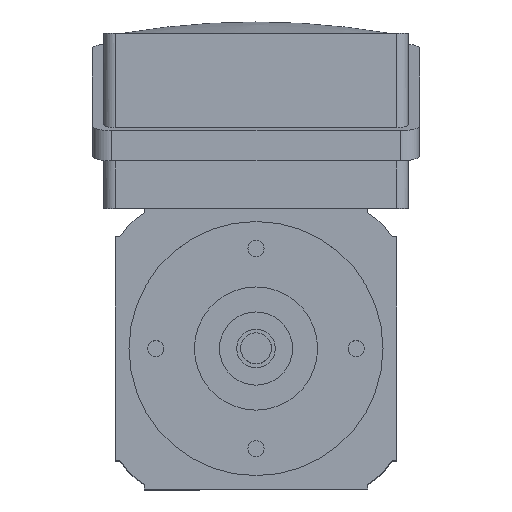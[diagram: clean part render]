
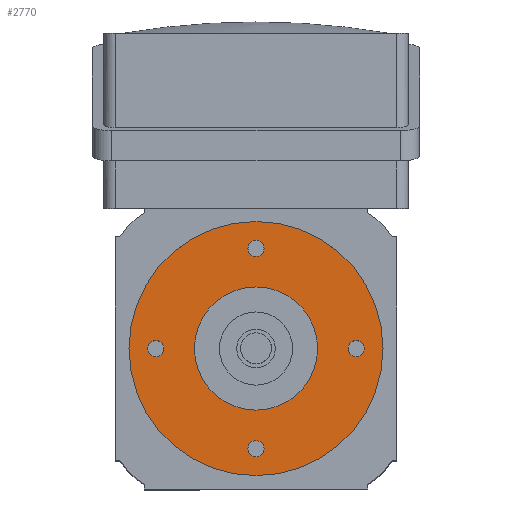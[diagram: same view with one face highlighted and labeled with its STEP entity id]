
A CAD part, top view. The second image highlights one B-rep face of the part: STEP entity #2770.
In plain terms, the highlighted planar face has unit normal (0, 0, 1).
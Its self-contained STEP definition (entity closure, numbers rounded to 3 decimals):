
#27 = DIRECTION ( 'NONE',  ( 1., 0., 0. ) ) ;
#30 = DIRECTION ( 'NONE',  ( 1., 0., 0. ) ) ;
#86 = DIRECTION ( 'NONE',  ( 0., 0., 1. ) ) ;
#88 = CARTESIAN_POINT ( 'NONE',  ( 0., 0., 0. ) ) ;
#124 = CARTESIAN_POINT ( 'NONE',  ( -2.1, 26., 0. ) ) ;
#192 = VERTEX_POINT ( 'NONE', #124 ) ;
#249 = FACE_OUTER_BOUND ( 'NONE', #3488, .T. ) ;
#275 = PLANE ( 'NONE',  #4538 ) ;
#438 = CARTESIAN_POINT ( 'NONE',  ( 0., 0., 0. ) ) ;
#497 = AXIS2_PLACEMENT_3D ( 'NONE', #823, #2485, #2460 ) ;
#508 = CARTESIAN_POINT ( 'NONE',  ( -16., 0., 0. ) ) ;
#575 = DIRECTION ( 'NONE',  ( 0., 0., 1. ) ) ;
#663 = FACE_BOUND ( 'NONE', #3519, .T. ) ;
#670 = EDGE_LOOP ( 'NONE', ( #4244, #4307 ) ) ;
#678 = AXIS2_PLACEMENT_3D ( 'NONE', #5134, #4811, #1143 ) ;
#735 = VERTEX_POINT ( 'NONE', #814 ) ;
#748 = DIRECTION ( 'NONE',  ( 1., 0., 0. ) ) ;
#814 = CARTESIAN_POINT ( 'NONE',  ( -33., 0., 0. ) ) ;
#823 = CARTESIAN_POINT ( 'NONE',  ( 0., 26., 0. ) ) ;
#836 = AXIS2_PLACEMENT_3D ( 'NONE', #1904, #3501, #3127 ) ;
#874 = CARTESIAN_POINT ( 'NONE',  ( 2.1, -26., 0. ) ) ;
#905 = CARTESIAN_POINT ( 'NONE',  ( 23.9, 0., 0. ) ) ;
#1047 = ORIENTED_EDGE ( 'NONE', *, *, #2383, .F. ) ;
#1048 = DIRECTION ( 'NONE',  ( 1., 0., 0. ) ) ;
#1143 = DIRECTION ( 'NONE',  ( 1., 0., 0. ) ) ;
#1186 = CARTESIAN_POINT ( 'NONE',  ( -26., 0., 0. ) ) ;
#1187 = CIRCLE ( 'NONE', #3427, 2.1 ) ;
#1193 = CIRCLE ( 'NONE', #4788, 2.1 ) ;
#1197 = CIRCLE ( 'NONE', #2331, 33. ) ;
#1276 = AXIS2_PLACEMENT_3D ( 'NONE', #1486, #3567, #1048 ) ;
#1295 = EDGE_CURVE ( 'NONE', #4368, #3034, #4080, .T. ) ;
#1376 = ORIENTED_EDGE ( 'NONE', *, *, #3373, .F. ) ;
#1411 = ORIENTED_EDGE ( 'NONE', *, *, #3305, .T. ) ;
#1413 = ORIENTED_EDGE ( 'NONE', *, *, #4858, .T. ) ;
#1486 = CARTESIAN_POINT ( 'NONE',  ( 0., 0., 0. ) ) ;
#1528 = CARTESIAN_POINT ( 'NONE',  ( -2.1, -26., 0. ) ) ;
#1643 = CARTESIAN_POINT ( 'NONE',  ( 28.1, 0., 0. ) ) ;
#1740 = VERTEX_POINT ( 'NONE', #508 ) ;
#1753 = EDGE_CURVE ( 'NONE', #2927, #4737, #4860, .T. ) ;
#1755 = DIRECTION ( 'NONE',  ( 0., 0., 1. ) ) ;
#1794 = AXIS2_PLACEMENT_3D ( 'NONE', #2186, #575, #3061 ) ;
#1812 = CIRCLE ( 'NONE', #497, 2.1 ) ;
#1904 = CARTESIAN_POINT ( 'NONE',  ( 26., 0., 0. ) ) ;
#1919 = EDGE_CURVE ( 'NONE', #4289, #4166, #2751, .T. ) ;
#1981 = DIRECTION ( 'NONE',  ( 0., 0., 1. ) ) ;
#1984 = EDGE_CURVE ( 'NONE', #4737, #2927, #1187, .T. ) ;
#2056 = VERTEX_POINT ( 'NONE', #2200 ) ;
#2114 = AXIS2_PLACEMENT_3D ( 'NONE', #438, #3722, #30 ) ;
#2186 = CARTESIAN_POINT ( 'NONE',  ( 0., -26., 0. ) ) ;
#2200 = CARTESIAN_POINT ( 'NONE',  ( 33., 0., 0. ) ) ;
#2307 = ORIENTED_EDGE ( 'NONE', *, *, #2870, .F. ) ;
#2331 = AXIS2_PLACEMENT_3D ( 'NONE', #4282, #86, #5081 ) ;
#2383 = EDGE_CURVE ( 'NONE', #1740, #3733, #2406, .T. ) ;
#2406 = CIRCLE ( 'NONE', #1276, 16. ) ;
#2460 = DIRECTION ( 'NONE',  ( 1., 0., 0. ) ) ;
#2485 = DIRECTION ( 'NONE',  ( 0., 0., 1. ) ) ;
#2520 = VERTEX_POINT ( 'NONE', #3281 ) ;
#2539 = DIRECTION ( 'NONE',  ( 1., 0., 0. ) ) ;
#2542 = CARTESIAN_POINT ( 'NONE',  ( 16., 0., 0. ) ) ;
#2577 = EDGE_LOOP ( 'NONE', ( #1047, #3912 ) ) ;
#2599 = CARTESIAN_POINT ( 'NONE',  ( -28.1, 0., 0. ) ) ;
#2612 = DIRECTION ( 'NONE',  ( 0., 0., 1. ) ) ;
#2751 = CIRCLE ( 'NONE', #4348, 2.1 ) ;
#2753 = FACE_BOUND ( 'NONE', #2577, .T. ) ;
#2770 = ADVANCED_FACE ( 'NONE', ( #4335, #4794, #663, #3937, #249, #2753 ), #275, .T. ) ;
#2775 = CARTESIAN_POINT ( 'NONE',  ( 0., 0., 0. ) ) ;
#2870 = EDGE_CURVE ( 'NONE', #2520, #192, #1812, .T. ) ;
#2927 = VERTEX_POINT ( 'NONE', #905 ) ;
#2949 = EDGE_CURVE ( 'NONE', #4166, #4289, #1193, .T. ) ;
#3034 = VERTEX_POINT ( 'NONE', #1528 ) ;
#3061 = DIRECTION ( 'NONE',  ( 1., 0., 0. ) ) ;
#3066 = CARTESIAN_POINT ( 'NONE',  ( -26., 0., 0. ) ) ;
#3127 = DIRECTION ( 'NONE',  ( 1., 0., 0. ) ) ;
#3161 = ORIENTED_EDGE ( 'NONE', *, *, #1919, .F. ) ;
#3182 = DIRECTION ( 'NONE',  ( 1., 0., 0. ) ) ;
#3281 = CARTESIAN_POINT ( 'NONE',  ( 2.1, 26., 0. ) ) ;
#3304 = CIRCLE ( 'NONE', #2114, 33. ) ;
#3305 = EDGE_CURVE ( 'NONE', #735, #2056, #1197, .T. ) ;
#3373 = EDGE_CURVE ( 'NONE', #3034, #4368, #3935, .T. ) ;
#3386 = DIRECTION ( 'NONE',  ( 1., 0., 0. ) ) ;
#3427 = AXIS2_PLACEMENT_3D ( 'NONE', #4098, #5193, #3182 ) ;
#3482 = AXIS2_PLACEMENT_3D ( 'NONE', #3790, #2612, #3714 ) ;
#3487 = ORIENTED_EDGE ( 'NONE', *, *, #2949, .F. ) ;
#3488 = EDGE_LOOP ( 'NONE', ( #1413, #1411 ) ) ;
#3501 = DIRECTION ( 'NONE',  ( 0., 0., 1. ) ) ;
#3519 = EDGE_LOOP ( 'NONE', ( #3887, #1376 ) ) ;
#3550 = CIRCLE ( 'NONE', #4997, 16. ) ;
#3567 = DIRECTION ( 'NONE',  ( 0., 0., 1. ) ) ;
#3625 = ORIENTED_EDGE ( 'NONE', *, *, #5301, .F. ) ;
#3714 = DIRECTION ( 'NONE',  ( 1., 0., 0. ) ) ;
#3722 = DIRECTION ( 'NONE',  ( 0., 0., 1. ) ) ;
#3733 = VERTEX_POINT ( 'NONE', #2542 ) ;
#3790 = CARTESIAN_POINT ( 'NONE',  ( 0., 26., 0. ) ) ;
#3887 = ORIENTED_EDGE ( 'NONE', *, *, #1295, .F. ) ;
#3912 = ORIENTED_EDGE ( 'NONE', *, *, #4914, .F. ) ;
#3935 = CIRCLE ( 'NONE', #678, 2.1 ) ;
#3937 = FACE_BOUND ( 'NONE', #670, .T. ) ;
#4034 = CARTESIAN_POINT ( 'NONE',  ( -23.9, 0., 0. ) ) ;
#4059 = DIRECTION ( 'NONE',  ( 0., 0., 1. ) ) ;
#4080 = CIRCLE ( 'NONE', #1794, 2.1 ) ;
#4098 = CARTESIAN_POINT ( 'NONE',  ( 26., 0., 0. ) ) ;
#4150 = EDGE_LOOP ( 'NONE', ( #3487, #3161 ) ) ;
#4166 = VERTEX_POINT ( 'NONE', #4034 ) ;
#4244 = ORIENTED_EDGE ( 'NONE', *, *, #1984, .F. ) ;
#4282 = CARTESIAN_POINT ( 'NONE',  ( 0., 0., 0. ) ) ;
#4289 = VERTEX_POINT ( 'NONE', #2599 ) ;
#4307 = ORIENTED_EDGE ( 'NONE', *, *, #1753, .F. ) ;
#4335 = FACE_BOUND ( 'NONE', #4715, .T. ) ;
#4348 = AXIS2_PLACEMENT_3D ( 'NONE', #1186, #1981, #748 ) ;
#4368 = VERTEX_POINT ( 'NONE', #874 ) ;
#4538 = AXIS2_PLACEMENT_3D ( 'NONE', #2775, #4059, #27 ) ;
#4576 = CIRCLE ( 'NONE', #3482, 2.1 ) ;
#4685 = DIRECTION ( 'NONE',  ( 0., 0., 1. ) ) ;
#4715 = EDGE_LOOP ( 'NONE', ( #2307, #3625 ) ) ;
#4737 = VERTEX_POINT ( 'NONE', #1643 ) ;
#4788 = AXIS2_PLACEMENT_3D ( 'NONE', #3066, #4685, #2539 ) ;
#4794 = FACE_BOUND ( 'NONE', #4150, .T. ) ;
#4811 = DIRECTION ( 'NONE',  ( 0., 0., 1. ) ) ;
#4858 = EDGE_CURVE ( 'NONE', #2056, #735, #3304, .T. ) ;
#4860 = CIRCLE ( 'NONE', #836, 2.1 ) ;
#4914 = EDGE_CURVE ( 'NONE', #3733, #1740, #3550, .T. ) ;
#4997 = AXIS2_PLACEMENT_3D ( 'NONE', #88, #1755, #3386 ) ;
#5081 = DIRECTION ( 'NONE',  ( 1., 0., 0. ) ) ;
#5134 = CARTESIAN_POINT ( 'NONE',  ( 0., -26., 0. ) ) ;
#5193 = DIRECTION ( 'NONE',  ( 0., 0., 1. ) ) ;
#5301 = EDGE_CURVE ( 'NONE', #192, #2520, #4576, .T. ) ;
